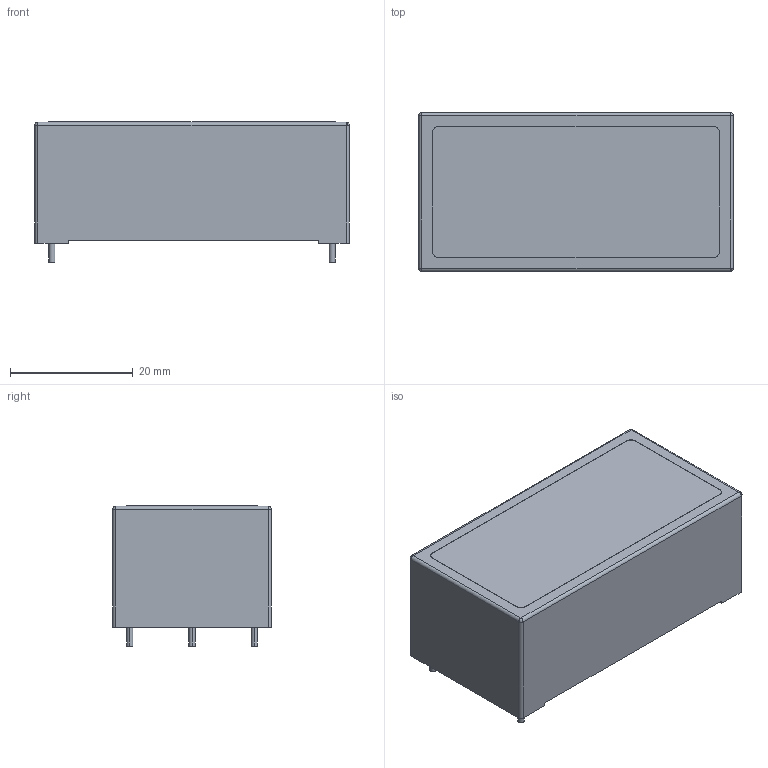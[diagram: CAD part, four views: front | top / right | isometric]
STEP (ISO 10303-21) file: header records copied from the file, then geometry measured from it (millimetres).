
FILE_DESCRIPTION((''),'2;1');
FILE_NAME('PWS_TRACO_TMPM 07.stp','2013-04-29T10:06:28',(''),(''),'Mechanical Desktop 2011','Mechanical Desktop 2011',', , ');
FILE_SCHEMA(('AUTOMOTIVE_DESIGN { 1 2 10303 214 1 1 1 1 }'));
Length unit declared in the file: millimetre
Products named in the file (1): Product
Bounding box: 51.3 x 25.9 x 22.9 mm (x, y, z)
Volume: 25765.1 mm3; surface area: 7717.3 mm2
Topology: 8 solids, 8 shells, 57 faces, 114 edges, 71 vertices
Faces by surface type: plane 28, cylinder 24, sphere 5
Entity records: 1522 total; most frequent: DIRECTION 280, CARTESIAN_POINT 241, ORIENTED_EDGE 224, EDGE_CURVE 112, AXIS2_PLACEMENT_3D 110, VERTEX_POINT 71, VECTOR 60, LINE 60
